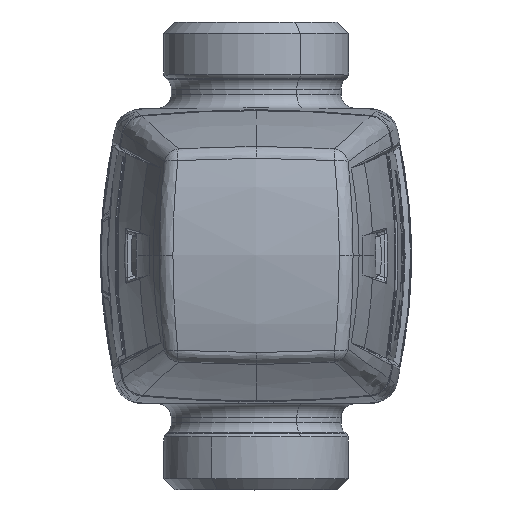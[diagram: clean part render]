
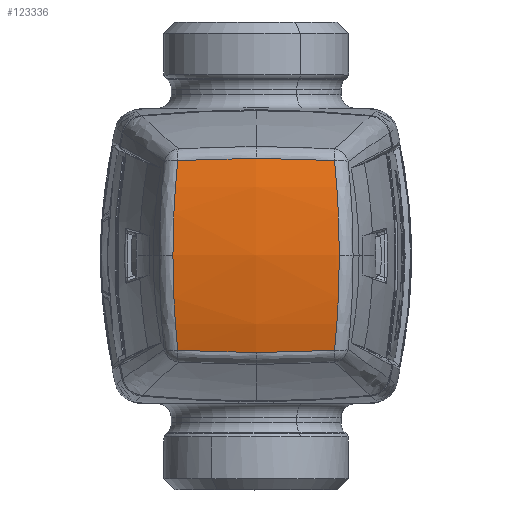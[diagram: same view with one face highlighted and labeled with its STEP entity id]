
A CAD part, top view. The second image highlights one B-rep face of the part: STEP entity #123336.
In plain terms, the highlighted face is a revolution surface.
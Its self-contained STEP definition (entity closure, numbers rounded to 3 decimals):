
#123252=CARTESIAN_POINT('Control Point',(-57.257,41.079,32.059)) ;
#123253=CARTESIAN_POINT('Control Point',(-62.197,26.863,41.1)) ;
#123254=CARTESIAN_POINT('Control Point',(-65.004,9.419,46.238)) ;
#123255=CARTESIAN_POINT('Control Point',(-65.005,-9.398,46.241)) ;
#123256=CARTESIAN_POINT('Control Point',(-62.201,-26.844,41.107)) ;
#123257=CARTESIAN_POINT('Control Point',(-57.263,-41.062,32.07)) ;
#123258=CARTESIAN_POINT('Axis1P Location',(0.,0.,-72.75)) ;
#123263=CARTESIAN_POINT('Control Point',(0.,17.448,57.791)) ;
#123264=CARTESIAN_POINT('Control Point',(-4.7,17.448,57.791)) ;
#123265=CARTESIAN_POINT('Control Point',(-9.399,17.314,57.571)) ;
#123266=CARTESIAN_POINT('Control Point',(-14.072,17.049,57.132)) ;
#123267=CARTESIAN_POINT('Vertex',(0.,17.448,57.791)) ;
#123269=CARTESIAN_POINT('Vertex',(-14.072,17.049,57.132)) ;
#123273=CARTESIAN_POINT('Control Point',(-14.944,0.,59.156)) ;
#123274=CARTESIAN_POINT('Control Point',(-14.944,5.732,59.156)) ;
#123275=CARTESIAN_POINT('Control Point',(-14.645,11.466,58.48)) ;
#123276=CARTESIAN_POINT('Control Point',(-14.072,17.049,57.132)) ;
#123277=CARTESIAN_POINT('Vertex',(-14.944,0.,59.156)) ;
#123281=CARTESIAN_POINT('Control Point',(-14.944,0.,59.156)) ;
#123282=CARTESIAN_POINT('Control Point',(-14.944,-5.732,59.156)) ;
#123283=CARTESIAN_POINT('Control Point',(-14.645,-11.466,58.48)) ;
#123284=CARTESIAN_POINT('Control Point',(-14.072,-17.049,57.132)) ;
#123285=CARTESIAN_POINT('Vertex',(-14.072,-17.049,57.132)) ;
#123289=CARTESIAN_POINT('Control Point',(0.,-17.448,57.791)) ;
#123290=CARTESIAN_POINT('Control Point',(-4.7,-17.448,57.791)) ;
#123291=CARTESIAN_POINT('Control Point',(-9.399,-17.314,57.571)) ;
#123292=CARTESIAN_POINT('Control Point',(-14.072,-17.049,57.132)) ;
#123293=CARTESIAN_POINT('Vertex',(0.,-17.448,57.791)) ;
#123297=CARTESIAN_POINT('Control Point',(0.,-17.448,57.791)) ;
#123298=CARTESIAN_POINT('Control Point',(4.7,-17.448,57.791)) ;
#123299=CARTESIAN_POINT('Control Point',(9.399,-17.314,57.571)) ;
#123300=CARTESIAN_POINT('Control Point',(14.072,-17.049,57.132)) ;
#123301=CARTESIAN_POINT('Vertex',(14.072,-17.049,57.132)) ;
#123305=CARTESIAN_POINT('Control Point',(14.944,0.,59.156)) ;
#123306=CARTESIAN_POINT('Control Point',(14.944,-5.732,59.156)) ;
#123307=CARTESIAN_POINT('Control Point',(14.645,-11.466,58.48)) ;
#123308=CARTESIAN_POINT('Control Point',(14.072,-17.049,57.132)) ;
#123309=CARTESIAN_POINT('Vertex',(14.944,0.,59.156)) ;
#123313=CARTESIAN_POINT('Control Point',(14.944,0.,59.156)) ;
#123314=CARTESIAN_POINT('Control Point',(14.944,5.732,59.156)) ;
#123315=CARTESIAN_POINT('Control Point',(14.645,11.466,58.48)) ;
#123316=CARTESIAN_POINT('Control Point',(14.072,17.049,57.132)) ;
#123317=CARTESIAN_POINT('Vertex',(14.072,17.049,57.132)) ;
#123321=CARTESIAN_POINT('Control Point',(0.,17.448,57.791)) ;
#123322=CARTESIAN_POINT('Control Point',(4.7,17.448,57.791)) ;
#123323=CARTESIAN_POINT('Control Point',(9.399,17.314,57.571)) ;
#123324=CARTESIAN_POINT('Control Point',(14.072,17.049,57.132)) ;
#123259=DIRECTION('Axis1P Direction',(-0.,1.,-0.)) ;
#123327=ORIENTED_EDGE('',*,*,#123271,.T.) ;
#123328=ORIENTED_EDGE('',*,*,#123279,.T.) ;
#123329=ORIENTED_EDGE('',*,*,#123287,.T.) ;
#123330=ORIENTED_EDGE('',*,*,#123295,.T.) ;
#123331=ORIENTED_EDGE('',*,*,#123303,.T.) ;
#123332=ORIENTED_EDGE('',*,*,#123311,.T.) ;
#123333=ORIENTED_EDGE('',*,*,#123319,.T.) ;
#123334=ORIENTED_EDGE('',*,*,#123325,.T.) ;
#123336=ADVANCED_FACE('PartBody',(#123335),#123261,.F.) ;
#123260=AXIS1_PLACEMENT('Revolution Surface Axis1P',#123258,#123259) ;
#123251=B_SPLINE_CURVE_WITH_KNOTS('',5,(#123252,#123253,#123254,#123255,#123256,#123257),.UNSPECIFIED.,.F.,.U.,(6,6),(-43.9,43.88),.UNSPECIFIED.) ;
#123262=B_SPLINE_CURVE_WITH_KNOTS('',3,(#123263,#123264,#123265,#123266),.UNSPECIFIED.,.F.,.U.,(4,4),(26.123,41.882),.UNSPECIFIED.) ;
#123272=B_SPLINE_CURVE_WITH_KNOTS('',3,(#123273,#123274,#123275,#123276),.UNSPECIFIED.,.F.,.U.,(4,4),(38.994,63.713),.UNSPECIFIED.) ;
#123280=B_SPLINE_CURVE_WITH_KNOTS('',3,(#123281,#123282,#123283,#123284),.UNSPECIFIED.,.F.,.U.,(4,4),(38.994,63.713),.UNSPECIFIED.) ;
#123288=B_SPLINE_CURVE_WITH_KNOTS('',3,(#123289,#123290,#123291,#123292),.UNSPECIFIED.,.F.,.U.,(4,4),(26.124,41.883),.UNSPECIFIED.) ;
#123296=B_SPLINE_CURVE_WITH_KNOTS('',3,(#123297,#123298,#123299,#123300),.UNSPECIFIED.,.F.,.U.,(4,4),(26.124,41.883),.UNSPECIFIED.) ;
#123304=B_SPLINE_CURVE_WITH_KNOTS('',3,(#123305,#123306,#123307,#123308),.UNSPECIFIED.,.F.,.U.,(4,4),(38.994,63.713),.UNSPECIFIED.) ;
#123312=B_SPLINE_CURVE_WITH_KNOTS('',3,(#123313,#123314,#123315,#123316),.UNSPECIFIED.,.F.,.U.,(4,4),(38.994,63.713),.UNSPECIFIED.) ;
#123320=B_SPLINE_CURVE_WITH_KNOTS('',3,(#123321,#123322,#123323,#123324),.UNSPECIFIED.,.F.,.U.,(4,4),(26.124,41.883),.UNSPECIFIED.) ;
#123271=EDGE_CURVE('',#123268,#123270,#123262,.T.) ;
#123279=EDGE_CURVE('',#123270,#123278,#123272,.F.) ;
#123287=EDGE_CURVE('',#123278,#123286,#123280,.T.) ;
#123295=EDGE_CURVE('',#123286,#123294,#123288,.F.) ;
#123303=EDGE_CURVE('',#123294,#123302,#123296,.T.) ;
#123311=EDGE_CURVE('',#123302,#123310,#123304,.F.) ;
#123319=EDGE_CURVE('',#123310,#123318,#123312,.T.) ;
#123325=EDGE_CURVE('',#123318,#123268,#123320,.F.) ;
#123326=EDGE_LOOP('',(#123327,#123328,#123329,#123330,#123331,#123332,#123333,#123334)) ;
#123335=FACE_OUTER_BOUND('',#123326,.T.) ;
#123261=SURFACE_OF_REVOLUTION('homeo Torus',#123251,#123260) ;
#123268=VERTEX_POINT('',#123267) ;
#123270=VERTEX_POINT('',#123269) ;
#123278=VERTEX_POINT('',#123277) ;
#123286=VERTEX_POINT('',#123285) ;
#123294=VERTEX_POINT('',#123293) ;
#123302=VERTEX_POINT('',#123301) ;
#123310=VERTEX_POINT('',#123309) ;
#123318=VERTEX_POINT('',#123317) ;
